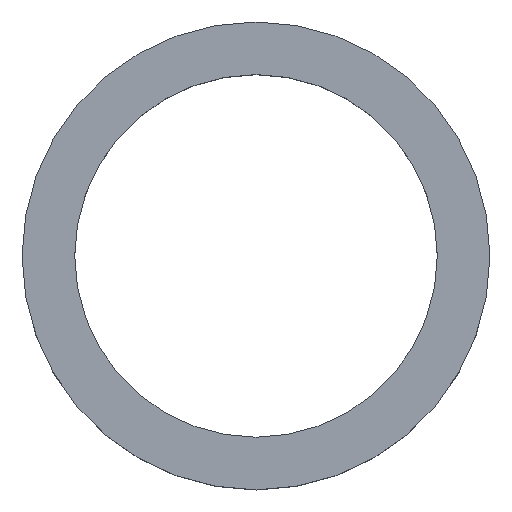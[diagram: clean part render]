
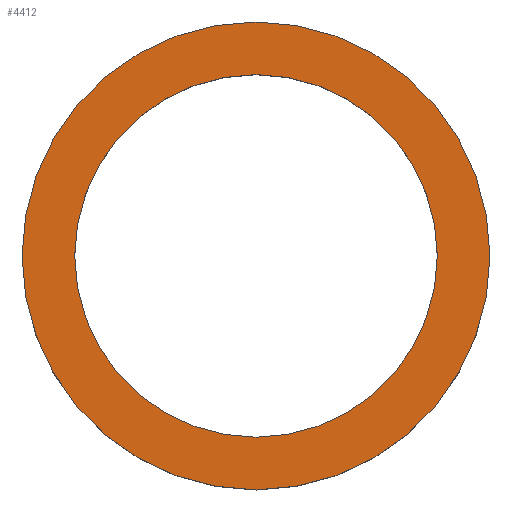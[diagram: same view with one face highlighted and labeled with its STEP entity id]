
A CAD part, top view. The second image highlights one B-rep face of the part: STEP entity #4412.
In plain terms, the highlighted planar face has unit normal (0, 0, 1).
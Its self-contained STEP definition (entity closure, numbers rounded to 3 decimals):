
#16=FACE_BOUND('',#275,.T.);
#20=PLANE('',#4917);
#26=FACE_OUTER_BOUND('',#274,.T.);
#274=EDGE_LOOP('',(#2957));
#275=EDGE_LOOP('',(#2958));
#1007=CIRCLE('',#4671,15.5);
#1250=CIRCLE('',#4916,20.);
#1493=VERTEX_POINT('',#7116);
#1736=VERTEX_POINT('',#7605);
#1979=EDGE_CURVE('',#1493,#1493,#1007,.T.);
#2223=EDGE_CURVE('',#1736,#1736,#1250,.T.);
#2957=ORIENTED_EDGE('',*,*,#2223,.T.);
#2958=ORIENTED_EDGE('',*,*,#1979,.T.);
#4412=ADVANCED_FACE('',(#26,#16),#20,.T.);
#4671=AXIS2_PLACEMENT_3D('',#7117,#5407,#5408);
#4916=AXIS2_PLACEMENT_3D('',#7606,#5898,#5899);
#4917=AXIS2_PLACEMENT_3D('',#7608,#5901,#5902);
#5407=DIRECTION('center_axis',(0.,0.,-1.));
#5408=DIRECTION('ref_axis',(-1.,0.,0.));
#5898=DIRECTION('center_axis',(0.,0.,1.));
#5899=DIRECTION('ref_axis',(-1.,0.,0.));
#5901=DIRECTION('center_axis',(0.,0.,1.));
#5902=DIRECTION('ref_axis',(-1.,0.,0.));
#7116=CARTESIAN_POINT('',(15.5,0.,8.));
#7117=CARTESIAN_POINT('Origin',(0.,0.,8.));
#7605=CARTESIAN_POINT('',(20.,0.,8.));
#7606=CARTESIAN_POINT('Origin',(0.,0.,8.));
#7608=CARTESIAN_POINT('Origin',(0.,0.,8.));
